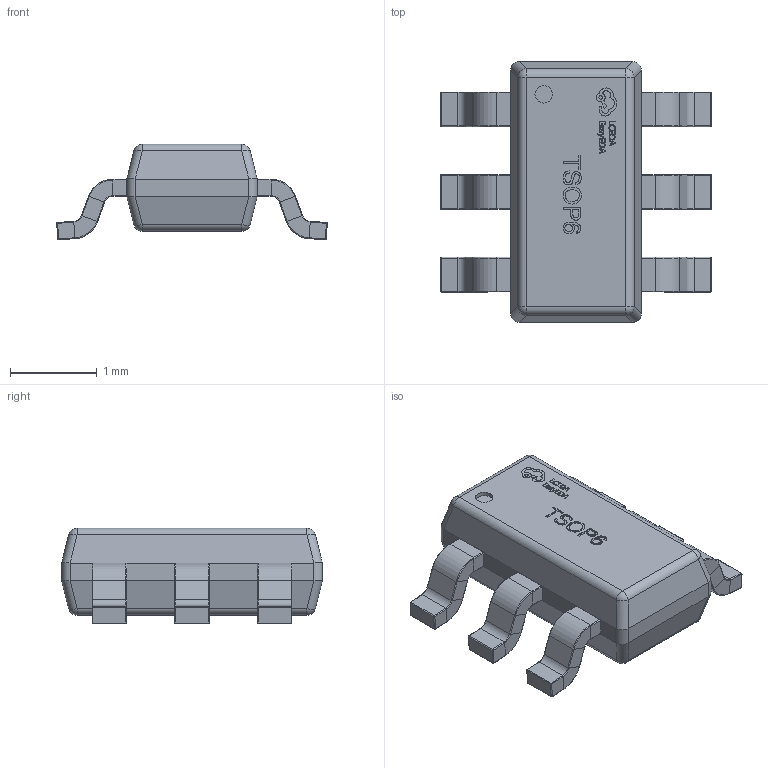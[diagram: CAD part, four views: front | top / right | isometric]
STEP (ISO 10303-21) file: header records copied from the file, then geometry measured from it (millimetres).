
FILE_DESCRIPTION (( 'STEP AP214' ), '1' );
FILE_NAME ('TSOP-6_L3.0-W1.5-H1.0-LS2.8-P0.95.step', '2022-07-26T10:42:48', ( '' ), ( '' ), 'SwSTEP 2.0', 'SolidWorks 2020', '' );
FILE_SCHEMA (( 'AUTOMOTIVE_DESIGN' ));
Length unit declared in the file: millimetre
Products named in the file (1): TSOP-6_L3.0-W1.5-H1.0-LS2.8-P0.95
Bounding box: 3.11 x 3 x 1.1 mm (x, y, z)
Volume: 4.6 mm3; surface area: 24.4 mm2
Topology: 20 solids, 20 shells, 720 faces, 1722 edges, 1046 vertices
Faces by surface type: plane 331, bspline 161, cylinder 142, torus 48, sphere 38
Entity records: 31957 total; most frequent: CARTESIAN_POINT 8310, ORIENTED_EDGE 3396, DIRECTION 2796, EDGE_CURVE 1698, VERTEX_POINT 1034, LINE 1020, VECTOR 1020, AXIS2_PLACEMENT_3D 888
